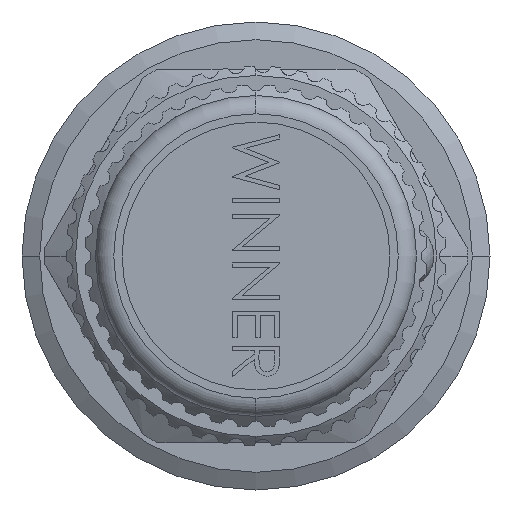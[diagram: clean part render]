
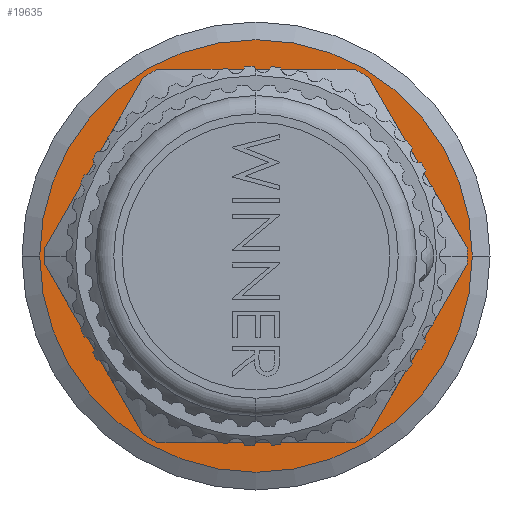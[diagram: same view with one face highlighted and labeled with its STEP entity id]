
A CAD part, left-side view. The second image highlights one B-rep face of the part: STEP entity #19635.
In plain terms, the highlighted planar face has unit normal (-1, 0, 0).
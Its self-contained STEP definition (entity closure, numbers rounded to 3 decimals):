
#346 = DIRECTION ( 'NONE',  ( 0., -0.5, -0.866 ) ) ;
#618 = CARTESIAN_POINT ( 'NONE',  ( 35.4, 17.885, -0.721 ) ) ;
#902 = VECTOR ( 'NONE', #8664, 1000. ) ;
#1477 = AXIS2_PLACEMENT_3D ( 'NONE', #19319, #1560, #21272 ) ;
#1515 = DIRECTION ( 'NONE',  ( -1., 0., 0. ) ) ;
#1560 = DIRECTION ( 'NONE',  ( 1., 0., 0. ) ) ;
#1852 = EDGE_CURVE ( 'NONE', #3243, #22767, #18748, .T. ) ;
#2072 = EDGE_CURVE ( 'NONE', #9120, #13789, #2813, .T. ) ;
#2496 = EDGE_CURVE ( 'NONE', #18356, #22767, #2711, .T. ) ;
#2505 = CARTESIAN_POINT ( 'NONE',  ( 35.4, 0., 0. ) ) ;
#2599 = FACE_OUTER_BOUND ( 'NONE', #28546, .T. ) ;
#2711 = LINE ( 'NONE', #22601, #13095 ) ;
#2813 = CIRCLE ( 'NONE', #13915, 17.9 ) ;
#2905 = EDGE_LOOP ( 'NONE', ( #16468, #12282, #12143, #11801, #6793, #27367, #14700, #10867, #9599, #20467, #11904, #23935, #8576 ) ) ;
#3027 = CIRCLE ( 'NONE', #11347, 17.9 ) ;
#3243 = VERTEX_POINT ( 'NONE', #23542 ) ;
#3271 = CARTESIAN_POINT ( 'NONE',  ( 35.4, 9.568, -15.129 ) ) ;
#3527 = PLANE ( 'NONE',  #1477 ) ;
#3833 = VERTEX_POINT ( 'NONE', #22939 ) ;
#4194 = DIRECTION ( 'NONE',  ( -1., 0., 0. ) ) ;
#4252 = AXIS2_PLACEMENT_3D ( 'NONE', #25683, #25773, #12372 ) ;
#4295 = EDGE_CURVE ( 'NONE', #19377, #7988, #3027, .T. ) ;
#4659 = CARTESIAN_POINT ( 'NONE',  ( 35.4, -8.318, -15.85 ) ) ;
#5045 = EDGE_CURVE ( 'NONE', #25781, #13789, #13380, .T. ) ;
#5763 = CARTESIAN_POINT ( 'NONE',  ( 35.4, -9.151, -15.85 ) ) ;
#6687 = CARTESIAN_POINT ( 'NONE',  ( 35.4, 0., 0. ) ) ;
#6793 = ORIENTED_EDGE ( 'NONE', *, *, #25830, .F. ) ;
#6993 = EDGE_CURVE ( 'NONE', #15873, #19377, #21665, .T. ) ;
#7461 = DIRECTION ( 'NONE',  ( 0., 1., 0. ) ) ;
#7491 = CARTESIAN_POINT ( 'NONE',  ( 35.4, 8.318, -15.85 ) ) ;
#7673 = CIRCLE ( 'NONE', #11473, 18.335 ) ;
#7724 = CARTESIAN_POINT ( 'NONE',  ( 35.4, 0., 0. ) ) ;
#7988 = VERTEX_POINT ( 'NONE', #20387 ) ;
#8018 = LINE ( 'NONE', #16059, #13891 ) ;
#8073 = DIRECTION ( 'NONE',  ( 0., 0.5, -0.866 ) ) ;
#8492 = FACE_BOUND ( 'NONE', #2905, .T. ) ;
#8571 = CARTESIAN_POINT ( 'NONE',  ( 35.4, 9.151, -15.85 ) ) ;
#8576 = ORIENTED_EDGE ( 'NONE', *, *, #1852, .F. ) ;
#8664 = DIRECTION ( 'NONE',  ( 0., 0.5, 0.866 ) ) ;
#9120 = VERTEX_POINT ( 'NONE', #10203 ) ;
#9291 = DIRECTION ( 'NONE',  ( 0., -1., 0. ) ) ;
#9308 = CARTESIAN_POINT ( 'NONE',  ( 35.4, 18.335, 0. ) ) ;
#9341 = VERTEX_POINT ( 'NONE', #9308 ) ;
#9597 = DIRECTION ( 'NONE',  ( -1., 0., 0. ) ) ;
#9599 = ORIENTED_EDGE ( 'NONE', *, *, #2072, .F. ) ;
#9867 = VERTEX_POINT ( 'NONE', #19489 ) ;
#10087 = CIRCLE ( 'NONE', #27428, 17.9 ) ;
#10203 = CARTESIAN_POINT ( 'NONE',  ( 35.4, 17.885, 0.721 ) ) ;
#10445 = AXIS2_PLACEMENT_3D ( 'NONE', #6687, #17693, #20047 ) ;
#10686 = LINE ( 'NONE', #25849, #25625 ) ;
#10737 = EDGE_CURVE ( 'NONE', #25918, #9341, #13240, .T. ) ;
#10767 = CARTESIAN_POINT ( 'NONE',  ( 35.4, 0., 0. ) ) ;
#10867 = ORIENTED_EDGE ( 'NONE', *, *, #5045, .T. ) ;
#11205 = ORIENTED_EDGE ( 'NONE', *, *, #10737, .T. ) ;
#11347 = AXIS2_PLACEMENT_3D ( 'NONE', #10767, #4194, #17717 ) ;
#11473 = AXIS2_PLACEMENT_3D ( 'NONE', #28591, #1515, #21703 ) ;
#11801 = ORIENTED_EDGE ( 'NONE', *, *, #19568, .T. ) ;
#11904 = ORIENTED_EDGE ( 'NONE', *, *, #28053, .F. ) ;
#12143 = ORIENTED_EDGE ( 'NONE', *, *, #6993, .F. ) ;
#12282 = ORIENTED_EDGE ( 'NONE', *, *, #4295, .F. ) ;
#12316 = VERTEX_POINT ( 'NONE', #4659 ) ;
#12372 = DIRECTION ( 'NONE',  ( 0., 1., 0. ) ) ;
#12469 = EDGE_CURVE ( 'NONE', #3243, #7988, #8018, .T. ) ;
#13095 = VECTOR ( 'NONE', #9291, 1000. ) ;
#13153 = LINE ( 'NONE', #5763, #17661 ) ;
#13240 = CIRCLE ( 'NONE', #17913, 18.335 ) ;
#13272 = CARTESIAN_POINT ( 'NONE',  ( 35.4, -17.9, 0. ) ) ;
#13380 = LINE ( 'NONE', #8571, #902 ) ;
#13789 = VERTEX_POINT ( 'NONE', #618 ) ;
#13891 = VECTOR ( 'NONE', #346, 1000. ) ;
#13915 = AXIS2_PLACEMENT_3D ( 'NONE', #18816, #16387, #16581 ) ;
#14221 = DIRECTION ( 'NONE',  ( 0., 1., 0. ) ) ;
#14340 = ORIENTED_EDGE ( 'NONE', *, *, #15146, .T. ) ;
#14700 = ORIENTED_EDGE ( 'NONE', *, *, #16824, .F. ) ;
#15146 = EDGE_CURVE ( 'NONE', #9341, #25918, #7673, .T. ) ;
#15717 = EDGE_CURVE ( 'NONE', #9120, #9867, #10686, .T. ) ;
#15873 = VERTEX_POINT ( 'NONE', #22052 ) ;
#15882 = DIRECTION ( 'NONE',  ( -1., 0., 0. ) ) ;
#16059 = CARTESIAN_POINT ( 'NONE',  ( 35.4, -9.151, 15.85 ) ) ;
#16199 = CIRCLE ( 'NONE', #22664, 17.9 ) ;
#16387 = DIRECTION ( 'NONE',  ( -1., 0., 0. ) ) ;
#16468 = ORIENTED_EDGE ( 'NONE', *, *, #12469, .T. ) ;
#16581 = DIRECTION ( 'NONE',  ( 0., 1., 0. ) ) ;
#16824 = EDGE_CURVE ( 'NONE', #25781, #18202, #16199, .T. ) ;
#17179 = AXIS2_PLACEMENT_3D ( 'NONE', #2505, #15882, #27060 ) ;
#17661 = VECTOR ( 'NONE', #7461, 1000. ) ;
#17693 = DIRECTION ( 'NONE',  ( -1., 0., 0. ) ) ;
#17717 = DIRECTION ( 'NONE',  ( 0., 1., 0. ) ) ;
#17913 = AXIS2_PLACEMENT_3D ( 'NONE', #27822, #25685, #14221 ) ;
#18202 = VERTEX_POINT ( 'NONE', #7491 ) ;
#18306 = CIRCLE ( 'NONE', #17179, 17.9 ) ;
#18317 = CARTESIAN_POINT ( 'NONE',  ( 35.4, 0., 0. ) ) ;
#18356 = VERTEX_POINT ( 'NONE', #19411 ) ;
#18748 = CIRCLE ( 'NONE', #4252, 17.9 ) ;
#18816 = CARTESIAN_POINT ( 'NONE',  ( 35.4, 0., 0. ) ) ;
#18865 = DIRECTION ( 'NONE',  ( -1., 0., 0. ) ) ;
#18973 = CARTESIAN_POINT ( 'NONE',  ( 35.4, -18.335, 0. ) ) ;
#19319 = CARTESIAN_POINT ( 'NONE',  ( 35.4, 0., 0. ) ) ;
#19377 = VERTEX_POINT ( 'NONE', #13272 ) ;
#19411 = CARTESIAN_POINT ( 'NONE',  ( 35.4, 8.318, 15.85 ) ) ;
#19489 = CARTESIAN_POINT ( 'NONE',  ( 35.4, 9.568, 15.129 ) ) ;
#19568 = EDGE_CURVE ( 'NONE', #15873, #3833, #25206, .T. ) ;
#19635 = ADVANCED_FACE ( 'NONE', ( #8492, #2599 ), #3527, .F. ) ;
#20047 = DIRECTION ( 'NONE',  ( 0., 1., 0. ) ) ;
#20387 = CARTESIAN_POINT ( 'NONE',  ( 35.4, -17.885, 0.721 ) ) ;
#20467 = ORIENTED_EDGE ( 'NONE', *, *, #15717, .T. ) ;
#20627 = DIRECTION ( 'NONE',  ( 0., 1., 0. ) ) ;
#21272 = DIRECTION ( 'NONE',  ( 0., -1., 0. ) ) ;
#21665 = CIRCLE ( 'NONE', #10445, 17.9 ) ;
#21703 = DIRECTION ( 'NONE',  ( 0., 1., 0. ) ) ;
#22052 = CARTESIAN_POINT ( 'NONE',  ( 35.4, -17.885, -0.721 ) ) ;
#22601 = CARTESIAN_POINT ( 'NONE',  ( 35.4, 9.151, 15.85 ) ) ;
#22664 = AXIS2_PLACEMENT_3D ( 'NONE', #18317, #9597, #25014 ) ;
#22767 = VERTEX_POINT ( 'NONE', #26797 ) ;
#22939 = CARTESIAN_POINT ( 'NONE',  ( 35.4, -9.568, -15.129 ) ) ;
#23427 = DIRECTION ( 'NONE',  ( 0., -0.5, 0.866 ) ) ;
#23512 = CARTESIAN_POINT ( 'NONE',  ( 35.4, -18.302, 0. ) ) ;
#23542 = CARTESIAN_POINT ( 'NONE',  ( 35.4, -9.568, 15.129 ) ) ;
#23935 = ORIENTED_EDGE ( 'NONE', *, *, #2496, .T. ) ;
#25014 = DIRECTION ( 'NONE',  ( 0., 1., 0. ) ) ;
#25206 = LINE ( 'NONE', #23512, #26239 ) ;
#25625 = VECTOR ( 'NONE', #23427, 1000. ) ;
#25683 = CARTESIAN_POINT ( 'NONE',  ( 35.4, 0., 0. ) ) ;
#25685 = DIRECTION ( 'NONE',  ( -1., 0., 0. ) ) ;
#25773 = DIRECTION ( 'NONE',  ( -1., 0., 0. ) ) ;
#25781 = VERTEX_POINT ( 'NONE', #3271 ) ;
#25830 = EDGE_CURVE ( 'NONE', #12316, #3833, #10087, .T. ) ;
#25849 = CARTESIAN_POINT ( 'NONE',  ( 35.4, 18.302, 0. ) ) ;
#25918 = VERTEX_POINT ( 'NONE', #18973 ) ;
#26239 = VECTOR ( 'NONE', #8073, 1000. ) ;
#26797 = CARTESIAN_POINT ( 'NONE',  ( 35.4, -8.318, 15.85 ) ) ;
#26894 = EDGE_CURVE ( 'NONE', #12316, #18202, #13153, .T. ) ;
#27060 = DIRECTION ( 'NONE',  ( 0., 1., 0. ) ) ;
#27367 = ORIENTED_EDGE ( 'NONE', *, *, #26894, .T. ) ;
#27428 = AXIS2_PLACEMENT_3D ( 'NONE', #7724, #18865, #20627 ) ;
#27822 = CARTESIAN_POINT ( 'NONE',  ( 35.4, 0., 0. ) ) ;
#28053 = EDGE_CURVE ( 'NONE', #18356, #9867, #18306, .T. ) ;
#28546 = EDGE_LOOP ( 'NONE', ( #11205, #14340 ) ) ;
#28591 = CARTESIAN_POINT ( 'NONE',  ( 35.4, 0., 0. ) ) ;
